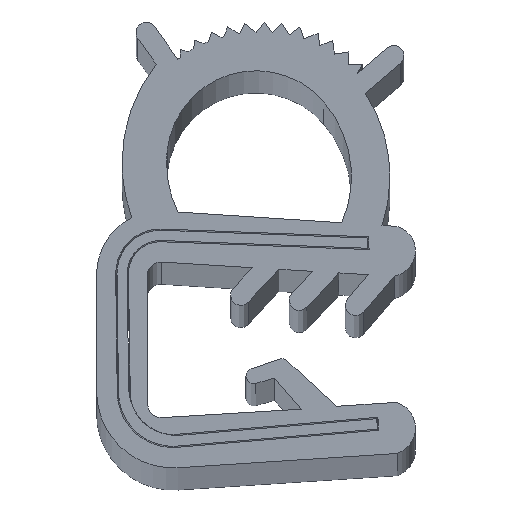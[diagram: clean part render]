
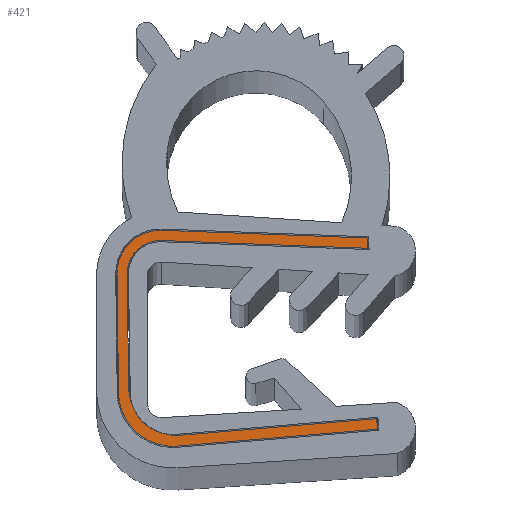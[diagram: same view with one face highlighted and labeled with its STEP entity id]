
A CAD part, top view. The second image highlights one B-rep face of the part: STEP entity #421.
In plain terms, the highlighted planar face has unit normal (0, 0, 1).
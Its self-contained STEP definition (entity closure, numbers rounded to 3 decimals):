
#4 = EDGE_CURVE ( 'NONE', #3753, #3759, #910, .T. ) ;
#12 = VERTEX_POINT ( 'NONE', #904 ) ;
#14 = VERTEX_POINT ( 'NONE', #896 ) ;
#27 = VERTEX_POINT ( 'NONE', #979 ) ;
#29 = EDGE_CURVE ( 'NONE', #27, #3758, #978, .T. ) ;
#36 = EDGE_CURVE ( 'NONE', #3758, #14, #953, .T. ) ;
#40 = EDGE_CURVE ( 'NONE', #50, #27, #1006, .T. ) ;
#50 = VERTEX_POINT ( 'NONE', #991 ) ;
#53 = ORIENTED_EDGE ( 'NONE', *, *, #359, .F. ) ;
#112 = EDGE_CURVE ( 'NONE', #361, #50, #1084, .T. ) ;
#326 = VERTEX_POINT ( 'NONE', #1482 ) ;
#328 = EDGE_CURVE ( 'NONE', #351, #343, #1481, .T. ) ;
#343 = VERTEX_POINT ( 'NONE', #1566 ) ;
#345 = EDGE_CURVE ( 'NONE', #351, #3753, #1559, .T. ) ;
#350 = EDGE_CURVE ( 'NONE', #343, #12, #1561, .T. ) ;
#351 = VERTEX_POINT ( 'NONE', #1548 ) ;
#359 = EDGE_CURVE ( 'NONE', #12, #361, #1542, .T. ) ;
#361 = VERTEX_POINT ( 'NONE', #1589 ) ;
#372 = EDGE_CURVE ( 'NONE', #387, #379, #1635, .T. ) ;
#373 = VERTEX_POINT ( 'NONE', #1573 ) ;
#377 = VERTEX_POINT ( 'NONE', #1628 ) ;
#379 = VERTEX_POINT ( 'NONE', #1624 ) ;
#387 = VERTEX_POINT ( 'NONE', #1618 ) ;
#389 = EDGE_CURVE ( 'NONE', #326, #379, #1602, .T. ) ;
#401 = EDGE_CURVE ( 'NONE', #326, #3759, #1647, .T. ) ;
#408 = ORIENTED_EDGE ( 'NONE', *, *, #350, .F. ) ;
#409 = ORIENTED_EDGE ( 'NONE', *, *, #328, .F. ) ;
#410 = ORIENTED_EDGE ( 'NONE', *, *, #372, .F. ) ;
#411 = ORIENTED_EDGE ( 'NONE', *, *, #401, .F. ) ;
#412 = ORIENTED_EDGE ( 'NONE', *, *, #345, .T. ) ;
#413 = ORIENTED_EDGE ( 'NONE', *, *, #4, .T. ) ;
#414 = ORIENTED_EDGE ( 'NONE', *, *, #424, .F. ) ;
#416 = ORIENTED_EDGE ( 'NONE', *, *, #389, .T. ) ;
#418 = ORIENTED_EDGE ( 'NONE', *, *, #437, .F. ) ;
#420 = ORIENTED_EDGE ( 'NONE', *, *, #29, .F. ) ;
#421 = ADVANCED_FACE ( 'NONE', ( #1659 ), #1638, .T. ) ;
#422 = ORIENTED_EDGE ( 'NONE', *, *, #40, .F. ) ;
#424 = EDGE_CURVE ( 'NONE', #377, #373, #1667, .T. ) ;
#427 = ORIENTED_EDGE ( 'NONE', *, *, #112, .F. ) ;
#428 = ORIENTED_EDGE ( 'NONE', *, *, #36, .F. ) ;
#429 = EDGE_CURVE ( 'NONE', #14, #377, #1684, .T. ) ;
#437 = EDGE_CURVE ( 'NONE', #373, #387, #1673, .T. ) ;
#442 = EDGE_LOOP ( 'NONE', ( #428, #420, #422, #427, #53, #408, #409, #412, #413, #411, #416, #410, #418, #414, #481 ) ) ;
#481 = ORIENTED_EDGE ( 'NONE', *, *, #429, .F. ) ;
#896 = CARTESIAN_POINT ( 'NONE',  ( -3.644, -10.712, 500. ) ) ;
#900 = DIRECTION ( 'NONE',  ( 1., 0., 0. ) ) ;
#901 = DIRECTION ( 'NONE',  ( 0., 0., 1. ) ) ;
#902 = CARTESIAN_POINT ( 'NONE',  ( -3.749, -4.453, 500. ) ) ;
#903 = AXIS2_PLACEMENT_3D ( 'NONE', #902, #901, #900 ) ;
#904 = CARTESIAN_POINT ( 'NONE',  ( 4.379, -3.458, 500. ) ) ;
#910 = CIRCLE ( 'NONE', #903, 1.7 ) ;
#952 = AXIS2_PLACEMENT_3D ( 'NONE', #1004, #1003, #1002 ) ;
#953 = CIRCLE ( 'NONE', #952, 1.666 ) ;
#965 = DIRECTION ( 'NONE',  ( 1., 0., 0. ) ) ;
#966 = DIRECTION ( 'NONE',  ( 0., 0., 1. ) ) ;
#967 = AXIS2_PLACEMENT_3D ( 'NONE', #975, #966, #965 ) ;
#975 = CARTESIAN_POINT ( 'NONE',  ( -3.1, -8.899, 500. ) ) ;
#978 = CIRCLE ( 'NONE', #967, 1.893 ) ;
#979 = CARTESIAN_POINT ( 'NONE',  ( -4.992, -8.944, 500. ) ) ;
#991 = CARTESIAN_POINT ( 'NONE',  ( -5.049, -4.453, 500. ) ) ;
#999 = DIRECTION ( 'NONE',  ( 0.013, -1., 0. ) ) ;
#1000 = VECTOR ( 'NONE', #999, 1000. ) ;
#1002 = DIRECTION ( 'NONE',  ( 1., 0., 0. ) ) ;
#1003 = DIRECTION ( 'NONE',  ( 0., 0., 1. ) ) ;
#1004 = CARTESIAN_POINT ( 'NONE',  ( -3.262, -9.09, 500. ) ) ;
#1005 = CARTESIAN_POINT ( 'NONE',  ( -4.817, -22.9, 500. ) ) ;
#1006 = LINE ( 'NONE', #1005, #1000 ) ;
#1073 = AXIS2_PLACEMENT_3D ( 'NONE', #1139, #1076, #1136 ) ;
#1076 = DIRECTION ( 'NONE',  ( 0., 0., 1. ) ) ;
#1084 = CIRCLE ( 'NONE', #1073, 1.3 ) ;
#1136 = DIRECTION ( 'NONE',  ( 1., 0., 0. ) ) ;
#1139 = CARTESIAN_POINT ( 'NONE',  ( -3.749, -4.453, 500. ) ) ;
#1420 = CARTESIAN_POINT ( 'NONE',  ( -5.448, -4.493, 500. ) ) ;
#1481 = LINE ( 'NONE', #1527, #1526 ) ;
#1482 = CARTESIAN_POINT ( 'NONE',  ( -5.388, -9.141, 500. ) ) ;
#1510 = AXIS2_PLACEMENT_3D ( 'NONE', #1569, #1552, #1551 ) ;
#1525 = DIRECTION ( 'NONE',  ( 0.999, -0.038, 0. ) ) ;
#1526 = VECTOR ( 'NONE', #1525, 1000. ) ;
#1527 = CARTESIAN_POINT ( 'NONE',  ( 0.231, -2.902, 500. ) ) ;
#1542 = LINE ( 'NONE', #1596, #1595 ) ;
#1544 = DIRECTION ( 'NONE',  ( 0.06, -0.998, 0. ) ) ;
#1545 = VECTOR ( 'NONE', #1544, 1000. ) ;
#1548 = CARTESIAN_POINT ( 'NONE',  ( -3.685, -2.754, 500. ) ) ;
#1551 = DIRECTION ( 'NONE',  ( 1., 0., 0. ) ) ;
#1552 = DIRECTION ( 'NONE',  ( 0., 0., 1. ) ) ;
#1559 = CIRCLE ( 'NONE', #1510, 1.7 ) ;
#1560 = CARTESIAN_POINT ( 'NONE',  ( 5.532, -22.479, 500. ) ) ;
#1561 = LINE ( 'NONE', #1560, #1545 ) ;
#1566 = CARTESIAN_POINT ( 'NONE',  ( 4.355, -3.057, 500. ) ) ;
#1569 = CARTESIAN_POINT ( 'NONE',  ( -3.749, -4.453, 500. ) ) ;
#1573 = CARTESIAN_POINT ( 'NONE',  ( 4.73, -10.137, 500. ) ) ;
#1589 = CARTESIAN_POINT ( 'NONE',  ( -3.7, -3.154, 500. ) ) ;
#1591 = DIRECTION ( 'NONE',  ( -0.999, 0.038, 0. ) ) ;
#1595 = VECTOR ( 'NONE', #1591, 1000. ) ;
#1596 = CARTESIAN_POINT ( 'NONE',  ( 0.216, -3.301, 500. ) ) ;
#1599 = DIRECTION ( 'NONE',  ( 0., 0., 1. ) ) ;
#1600 = CARTESIAN_POINT ( 'NONE',  ( -3.262, -9.09, 500. ) ) ;
#1601 = AXIS2_PLACEMENT_3D ( 'NONE', #1600, #1599, #1668 ) ;
#1602 = CIRCLE ( 'NONE', #1601, 2.126 ) ;
#1618 = CARTESIAN_POINT ( 'NONE',  ( 4.755, -10.547, 500. ) ) ;
#1624 = CARTESIAN_POINT ( 'NONE',  ( -3.084, -11.209, 500. ) ) ;
#1628 = CARTESIAN_POINT ( 'NONE',  ( -2.94, -10.785, 500. ) ) ;
#1632 = DIRECTION ( 'NONE',  ( -0.996, -0.084, 0. ) ) ;
#1633 = VECTOR ( 'NONE', #1632, 1000. ) ;
#1634 = CARTESIAN_POINT ( 'NONE',  ( -1.513, -11.076, 500. ) ) ;
#1635 = LINE ( 'NONE', #1634, #1633 ) ;
#1638 = PLANE ( 'NONE',  #1642 ) ;
#1639 = AXIS2_PLACEMENT_3D ( 'NONE', #1682, #1681, #1680 ) ;
#1640 = DIRECTION ( 'NONE',  ( 0., 0., 1. ) ) ;
#1642 = AXIS2_PLACEMENT_3D ( 'NONE', #1693, #1640, #1691 ) ;
#1643 = DIRECTION ( 'NONE',  ( -0.013, 1., 0. ) ) ;
#1644 = VECTOR ( 'NONE', #1643, 1000. ) ;
#1645 = CARTESIAN_POINT ( 'NONE',  ( -5.209, -22.907, 500. ) ) ;
#1647 = LINE ( 'NONE', #1645, #1644 ) ;
#1659 = FACE_OUTER_BOUND ( 'NONE', #442, .T. ) ;
#1666 = CARTESIAN_POINT ( 'NONE',  ( -1.547, -10.667, 500. ) ) ;
#1667 = LINE ( 'NONE', #1666, #1688 ) ;
#1668 = DIRECTION ( 'NONE',  ( 1., 0., 0. ) ) ;
#1670 = DIRECTION ( 'NONE',  ( 0.06, -0.998, 0. ) ) ;
#1671 = VECTOR ( 'NONE', #1670, 1000. ) ;
#1672 = CARTESIAN_POINT ( 'NONE',  ( 5.478, -22.482, 500. ) ) ;
#1673 = LINE ( 'NONE', #1672, #1671 ) ;
#1680 = DIRECTION ( 'NONE',  ( 1., 0., 0. ) ) ;
#1681 = DIRECTION ( 'NONE',  ( 0., 0., 1. ) ) ;
#1682 = CARTESIAN_POINT ( 'NONE',  ( -3.1, -8.899, 500. ) ) ;
#1684 = CIRCLE ( 'NONE', #1639, 1.893 ) ;
#1687 = DIRECTION ( 'NONE',  ( 0.996, 0.084, 0. ) ) ;
#1688 = VECTOR ( 'NONE', #1687, 1000. ) ;
#1691 = DIRECTION ( 'NONE',  ( 1., 0., 0. ) ) ;
#1693 = CARTESIAN_POINT ( 'NONE',  ( -0.519, -22.846, 500. ) ) ;
#2166 = CARTESIAN_POINT ( 'NONE',  ( -4.801, -9.729, 500. ) ) ;
#3151 = CARTESIAN_POINT ( 'NONE',  ( -5.449, -4.453, 500. ) ) ;
#3753 = VERTEX_POINT ( 'NONE', #3151 ) ;
#3758 = VERTEX_POINT ( 'NONE', #2166 ) ;
#3759 = VERTEX_POINT ( 'NONE', #1420 ) ;
